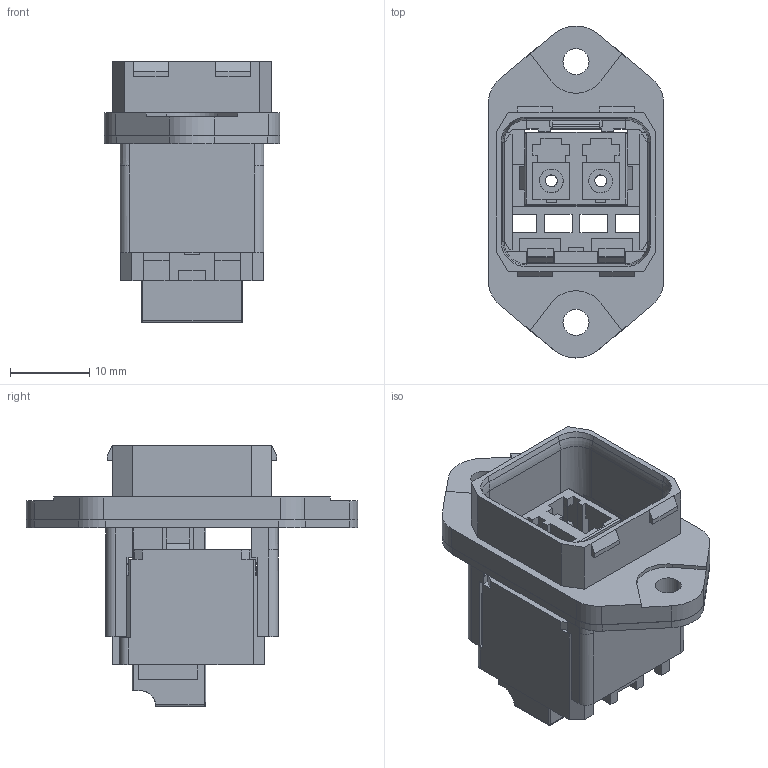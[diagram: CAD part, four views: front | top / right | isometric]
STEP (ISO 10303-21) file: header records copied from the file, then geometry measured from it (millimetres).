
FILE_DESCRIPTION(('CATIA V5 STEP Exchange','CAx-IF Rec.Pracs.--- Model Styling and Organization---1.4--- 2014-01-23'),'2;1');
FILE_NAME ('004830-2_0', '2022-02-22T13:44:43+00:00', ('none'), ('Weidmueller'), 'CATIA Version 5-6 Release 2016 SP3 HF44', 'CATIA V5 STEP AP214', 'none');
FILE_SCHEMA(('AUTOMOTIVE_DESIGN { 1 0 10303 214 1 1 1 1 }'));
Length unit declared in the file: millimetre
Products named in the file (1): 1058150000
Bounding box: 22.2 x 42 x 33 mm (x, y, z)
Volume: 6081.5 mm3; surface area: 10651.9 mm2
Topology: 4 solids, 4 shells, 626 faces, 1797 edges, 1172 vertices
Faces by surface type: plane 478, cylinder 104, cone 24, torus 14, sphere 4, extrusion 2
Entity records: 20025 total; most frequent: CARTESIAN_POINT 4186, ORIENTED_EDGE 3586, DIRECTION 2734, EDGE_CURVE 1793, VECTOR 1519, LINE 1517, VERTEX_POINT 1172, AXIS2_PLACEMENT_3D 714
